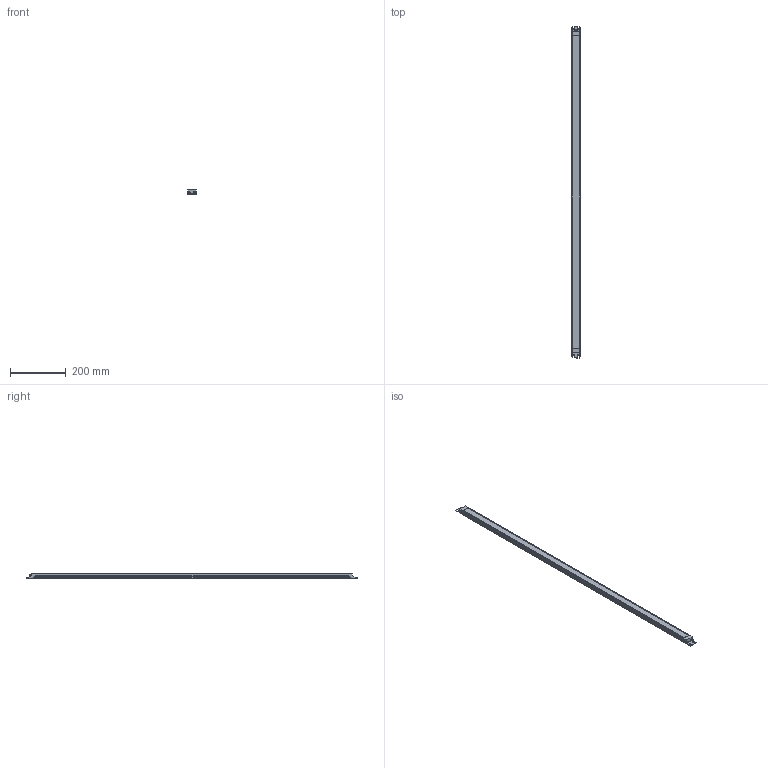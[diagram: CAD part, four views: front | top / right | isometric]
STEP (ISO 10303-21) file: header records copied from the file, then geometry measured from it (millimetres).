
FILE_DESCRIPTION(('CATIA V5 STEP Exchange','CAx-IF Rec.Pracs.--- Model Styling and Organization---1.4--- 2014-01-23'),'2;1');
FILE_NAME ('1483080-1_0', '2022-11-09T10:55:15+00:00', ('none'), ('Weidmueller'), 'CATIA Version 5-6 Release 2016 SP3 HF44', 'CATIA V5 STEP AP214', 'none');
FILE_SCHEMA(('AUTOMOTIVE_DESIGN { 1 0 10303 214 1 1 1 1 }'));
Length unit declared in the file: millimetre
Products named in the file (1): 2900140000
Bounding box: 30 x 1195 x 17.5 mm (x, y, z)
Volume: 537366 mm3; surface area: 145145.4 mm2
Topology: 4 solids, 4 shells, 550 faces, 1472 edges, 905 vertices
Faces by surface type: cylinder 258, plane 152, cone 60, sphere 40, bspline 28, torus 12
Entity records: 18617 total; most frequent: CARTESIAN_POINT 6337, ORIENTED_EDGE 2864, DIRECTION 1981, EDGE_CURVE 1432, VERTEX_POINT 905, AXIS2_PLACEMENT_3D 850, VECTOR 612, LINE 612
